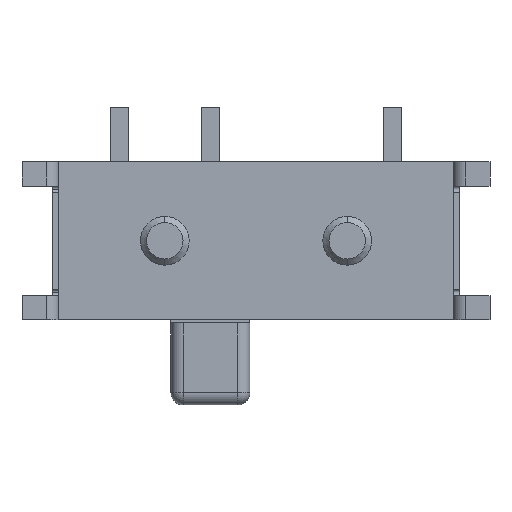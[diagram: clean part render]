
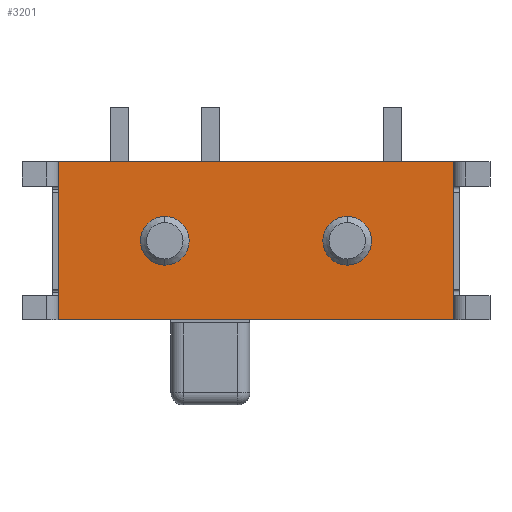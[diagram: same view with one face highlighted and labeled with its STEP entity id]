
A CAD part, front view. The second image highlights one B-rep face of the part: STEP entity #3201.
In plain terms, the highlighted planar face has unit normal (0, -1, 0).
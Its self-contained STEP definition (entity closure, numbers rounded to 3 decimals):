
#8 = CARTESIAN_POINT ( 'NONE',  ( 3.25, -1.4, 1.3 ) ) ;
#13 = VECTOR ( 'NONE', #3310, 1000. ) ;
#15 = VERTEX_POINT ( 'NONE', #8 ) ;
#46 = DIRECTION ( 'NONE',  ( 1., 0., 0. ) ) ;
#139 = VECTOR ( 'NONE', #901, 1000. ) ;
#231 = AXIS2_PLACEMENT_3D ( 'NONE', #2278, #728, #1136 ) ;
#285 = FACE_BOUND ( 'NONE', #4362, .T. ) ;
#337 = VECTOR ( 'NONE', #4393, 1000. ) ;
#400 = CARTESIAN_POINT ( 'NONE',  ( -3.25, -1.4, -1.3 ) ) ;
#445 = CIRCLE ( 'NONE', #1690, 0.4 ) ;
#482 = CARTESIAN_POINT ( 'NONE',  ( -3.25, -1.4, 7.939 ) ) ;
#698 = DIRECTION ( 'NONE',  ( -1., 0., 0. ) ) ;
#728 = DIRECTION ( 'NONE',  ( 0., -1., 0. ) ) ;
#861 = CARTESIAN_POINT ( 'NONE',  ( -3.25, -1.4, 1.3 ) ) ;
#864 = VERTEX_POINT ( 'NONE', #3652 ) ;
#901 = DIRECTION ( 'NONE',  ( -1., 0., 0. ) ) ;
#1001 = ORIENTED_EDGE ( 'NONE', *, *, #1357, .F. ) ;
#1052 = LINE ( 'NONE', #2543, #13 ) ;
#1083 = EDGE_LOOP ( 'NONE', ( #1485, #5148 ) ) ;
#1136 = DIRECTION ( 'NONE',  ( 1., 0., 0. ) ) ;
#1270 = DIRECTION ( 'NONE',  ( 0., -1., 0. ) ) ;
#1357 = EDGE_CURVE ( 'NONE', #864, #4438, #3222, .T. ) ;
#1420 = ORIENTED_EDGE ( 'NONE', *, *, #2714, .F. ) ;
#1458 = ORIENTED_EDGE ( 'NONE', *, *, #4119, .T. ) ;
#1485 = ORIENTED_EDGE ( 'NONE', *, *, #2752, .F. ) ;
#1496 = CARTESIAN_POINT ( 'NONE',  ( 1.5, -1.4, 0. ) ) ;
#1523 = EDGE_CURVE ( 'NONE', #15, #2492, #3272, .T. ) ;
#1560 = ORIENTED_EDGE ( 'NONE', *, *, #2383, .F. ) ;
#1690 = AXIS2_PLACEMENT_3D ( 'NONE', #3229, #2793, #2379 ) ;
#1702 = CARTESIAN_POINT ( 'NONE',  ( -3.25, -1.4, 1.3 ) ) ;
#1703 = CARTESIAN_POINT ( 'NONE',  ( 3.25, -1.4, -1.3 ) ) ;
#1883 = CARTESIAN_POINT ( 'NONE',  ( -1.5, -1.4, 0. ) ) ;
#1977 = ORIENTED_EDGE ( 'NONE', *, *, #1523, .F. ) ;
#2000 = VERTEX_POINT ( 'NONE', #2545 ) ;
#2278 = CARTESIAN_POINT ( 'NONE',  ( -1.5, -1.4, 0. ) ) ;
#2282 = AXIS2_PLACEMENT_3D ( 'NONE', #482, #1270, #46 ) ;
#2379 = DIRECTION ( 'NONE',  ( -1., 0., 0. ) ) ;
#2383 = EDGE_CURVE ( 'NONE', #2492, #3914, #4266, .T. ) ;
#2446 = ORIENTED_EDGE ( 'NONE', *, *, #2476, .T. ) ;
#2476 = EDGE_CURVE ( 'NONE', #2991, #3914, #1052, .T. ) ;
#2492 = VERTEX_POINT ( 'NONE', #1703 ) ;
#2510 = LINE ( 'NONE', #1702, #139 ) ;
#2543 = CARTESIAN_POINT ( 'NONE',  ( -3.25, -1.4, 7.939 ) ) ;
#2545 = CARTESIAN_POINT ( 'NONE',  ( 1.9, -1.4, 0. ) ) ;
#2682 = CIRCLE ( 'NONE', #5073, 0.4 ) ;
#2714 = EDGE_CURVE ( 'NONE', #4438, #864, #2818, .T. ) ;
#2752 = EDGE_CURVE ( 'NONE', #3537, #2000, #2682, .T. ) ;
#2785 = FACE_BOUND ( 'NONE', #1083, .T. ) ;
#2793 = DIRECTION ( 'NONE',  ( 0., -1., 0. ) ) ;
#2818 = CIRCLE ( 'NONE', #231, 0.4 ) ;
#2867 = PLANE ( 'NONE',  #2282 ) ;
#2870 = CARTESIAN_POINT ( 'NONE',  ( 1.1, -1.4, 0. ) ) ;
#2991 = VERTEX_POINT ( 'NONE', #861 ) ;
#2999 = AXIS2_PLACEMENT_3D ( 'NONE', #1883, #5198, #4326 ) ;
#3080 = DIRECTION ( 'NONE',  ( 0., -1., 0. ) ) ;
#3200 = VECTOR ( 'NONE', #3687, 1000. ) ;
#3201 = ADVANCED_FACE ( 'NONE', ( #2785, #285, #4809 ), #2867, .T. ) ;
#3222 = CIRCLE ( 'NONE', #2999, 0.4 ) ;
#3229 = CARTESIAN_POINT ( 'NONE',  ( 1.5, -1.4, 0. ) ) ;
#3272 = LINE ( 'NONE', #3962, #337 ) ;
#3310 = DIRECTION ( 'NONE',  ( 0., 0., -1. ) ) ;
#3537 = VERTEX_POINT ( 'NONE', #2870 ) ;
#3652 = CARTESIAN_POINT ( 'NONE',  ( -1.1, -1.4, 0. ) ) ;
#3687 = DIRECTION ( 'NONE',  ( -1., 0., 0. ) ) ;
#3914 = VERTEX_POINT ( 'NONE', #4744 ) ;
#3962 = CARTESIAN_POINT ( 'NONE',  ( 3.25, -1.4, 7.939 ) ) ;
#4119 = EDGE_CURVE ( 'NONE', #15, #2991, #2510, .T. ) ;
#4266 = LINE ( 'NONE', #400, #3200 ) ;
#4326 = DIRECTION ( 'NONE',  ( 1., 0., 0. ) ) ;
#4358 = CARTESIAN_POINT ( 'NONE',  ( -1.9, -1.4, 0. ) ) ;
#4362 = EDGE_LOOP ( 'NONE', ( #1420, #1001 ) ) ;
#4393 = DIRECTION ( 'NONE',  ( 0., 0., -1. ) ) ;
#4438 = VERTEX_POINT ( 'NONE', #4358 ) ;
#4744 = CARTESIAN_POINT ( 'NONE',  ( -3.25, -1.4, -1.3 ) ) ;
#4809 = FACE_OUTER_BOUND ( 'NONE', #4819, .T. ) ;
#4819 = EDGE_LOOP ( 'NONE', ( #1977, #1458, #2446, #1560 ) ) ;
#4855 = EDGE_CURVE ( 'NONE', #2000, #3537, #445, .T. ) ;
#5073 = AXIS2_PLACEMENT_3D ( 'NONE', #1496, #3080, #698 ) ;
#5148 = ORIENTED_EDGE ( 'NONE', *, *, #4855, .F. ) ;
#5198 = DIRECTION ( 'NONE',  ( 0., -1., 0. ) ) ;
